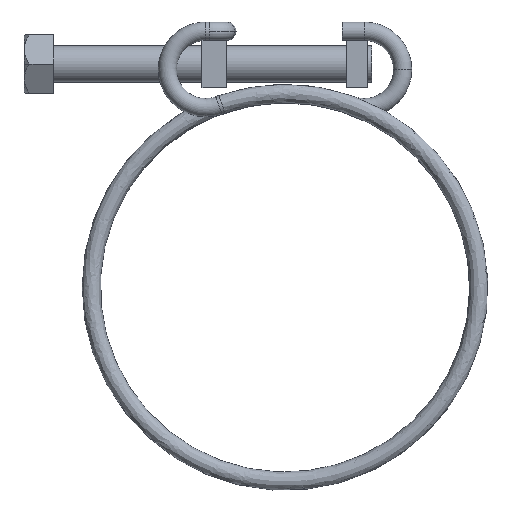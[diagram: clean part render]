
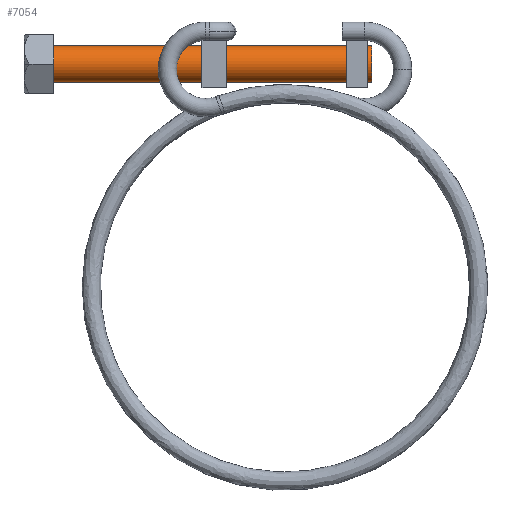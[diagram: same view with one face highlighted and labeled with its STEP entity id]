
A CAD part, top view. The second image highlights one B-rep face of the part: STEP entity #7054.
In plain terms, the highlighted cylindrical face has radius 2.5 mm (diameter 5 mm), a partial arc.
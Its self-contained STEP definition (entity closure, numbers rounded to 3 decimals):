
#266 = CARTESIAN_POINT ( 'NONE',  ( 11.853, 28.05, 0. ) ) ;
#281 = CARTESIAN_POINT ( 'NONE',  ( 11.853, 30.55, 0. ) ) ;
#659 = CIRCLE ( 'NONE', #1971, 2.5 ) ;
#685 = DIRECTION ( 'NONE',  ( -1., 0., 0. ) ) ;
#1072 = CYLINDRICAL_SURFACE ( 'NONE', #8466, 2.5 ) ;
#1307 = AXIS2_PLACEMENT_3D ( 'NONE', #281, #1590, #5920 ) ;
#1396 = VECTOR ( 'NONE', #1644, 1000. ) ;
#1590 = DIRECTION ( 'NONE',  ( 1., 0., 0. ) ) ;
#1644 = DIRECTION ( 'NONE',  ( -1., 0., 0. ) ) ;
#1733 = LINE ( 'NONE', #6542, #1396 ) ;
#1971 = AXIS2_PLACEMENT_3D ( 'NONE', #5647, #4956, #2939 ) ;
#2212 = CARTESIAN_POINT ( 'NONE',  ( -31.647, 33.05, 0. ) ) ;
#2675 = ORIENTED_EDGE ( 'NONE', *, *, #7334, .F. ) ;
#2939 = DIRECTION ( 'NONE',  ( 0., 1., 0. ) ) ;
#3040 = EDGE_CURVE ( 'NONE', #5675, #3174, #1733, .T. ) ;
#3174 = VERTEX_POINT ( 'NONE', #6949 ) ;
#3181 = DIRECTION ( 'NONE',  ( -1., 0., 0. ) ) ;
#3406 = LINE ( 'NONE', #6223, #4446 ) ;
#3545 = ORIENTED_EDGE ( 'NONE', *, *, #4746, .T. ) ;
#4014 = ORIENTED_EDGE ( 'NONE', *, *, #3040, .F. ) ;
#4379 = CARTESIAN_POINT ( 'NONE',  ( 11.853, 33.05, 0. ) ) ;
#4446 = VECTOR ( 'NONE', #685, 1000. ) ;
#4637 = EDGE_CURVE ( 'NONE', #6130, #8977, #3406, .T. ) ;
#4746 = EDGE_CURVE ( 'NONE', #8977, #3174, #659, .T. ) ;
#4956 = DIRECTION ( 'NONE',  ( 1., 0., 0. ) ) ;
#5647 = CARTESIAN_POINT ( 'NONE',  ( -31.647, 30.55, 0. ) ) ;
#5675 = VERTEX_POINT ( 'NONE', #266 ) ;
#5737 = EDGE_LOOP ( 'NONE', ( #2675, #7447, #3545, #4014 ) ) ;
#5920 = DIRECTION ( 'NONE',  ( 0., 1., 0. ) ) ;
#6130 = VERTEX_POINT ( 'NONE', #4379 ) ;
#6223 = CARTESIAN_POINT ( 'NONE',  ( 11.853, 33.05, 0. ) ) ;
#6542 = CARTESIAN_POINT ( 'NONE',  ( 11.853, 28.05, 0. ) ) ;
#6682 = CARTESIAN_POINT ( 'NONE',  ( 11.853, 30.55, 0. ) ) ;
#6949 = CARTESIAN_POINT ( 'NONE',  ( -31.647, 28.05, 0. ) ) ;
#7054 = ADVANCED_FACE ( 'NONE', ( #7358 ), #1072, .T. ) ;
#7334 = EDGE_CURVE ( 'NONE', #6130, #5675, #8166, .T. ) ;
#7358 = FACE_OUTER_BOUND ( 'NONE', #5737, .T. ) ;
#7447 = ORIENTED_EDGE ( 'NONE', *, *, #4637, .T. ) ;
#8166 = CIRCLE ( 'NONE', #1307, 2.5 ) ;
#8466 = AXIS2_PLACEMENT_3D ( 'NONE', #6682, #3181, #8542 ) ;
#8542 = DIRECTION ( 'NONE',  ( 0., -1., 0. ) ) ;
#8977 = VERTEX_POINT ( 'NONE', #2212 ) ;
